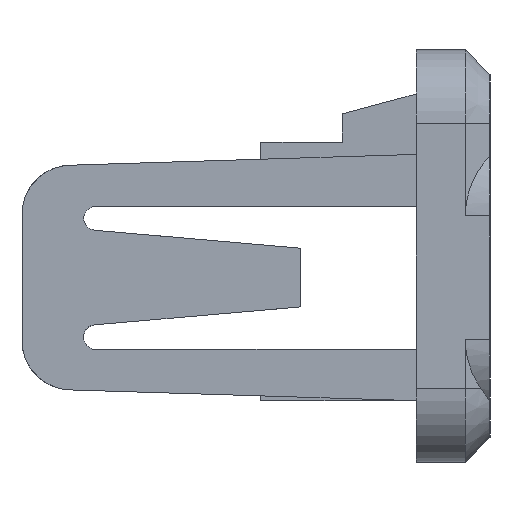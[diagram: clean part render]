
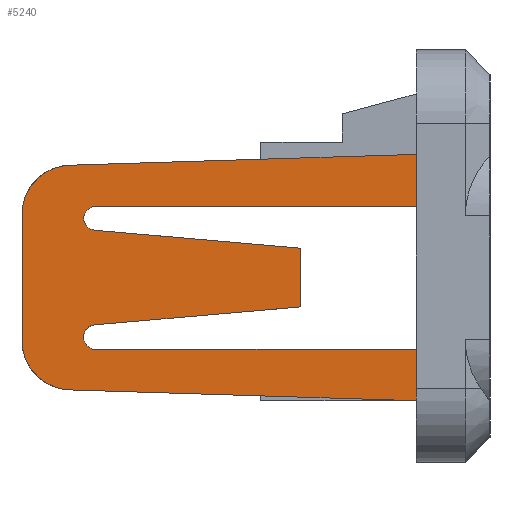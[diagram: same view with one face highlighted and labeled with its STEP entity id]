
A CAD part, left-side view. The second image highlights one B-rep face of the part: STEP entity #5240.
In plain terms, the highlighted face is planar.
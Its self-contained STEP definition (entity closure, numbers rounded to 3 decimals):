
#100=CARTESIAN_POINT('',(67.845,6.309,6.2));
#110=VERTEX_POINT('',#100);
#160=CARTESIAN_POINT('',(67.845,6.309,6.2));
#170=DIRECTION('',(0.,1.,0.));
#180=VECTOR('',#170,1.);
#190=LINE('',#160,#180);
#200=CARTESIAN_POINT('',(67.845,8.691,6.2));
#210=VERTEX_POINT('',#200);
#220=EDGE_CURVE('',#110,#210,#190,.T.);
#2760=CARTESIAN_POINT('',(67.845,9.902,15.));
#2770=VERTEX_POINT('',#2760);
#2800=CARTESIAN_POINT('',(67.845,9.885,14.5));
#2810=DIRECTION('',(-1.,0.,0.));
#2820=DIRECTION('',(0.,0.034,0.999));
#2830=AXIS2_PLACEMENT_3D('',#2800,#2810,#2820);
#2840=CIRCLE('',#2830,0.5);
#2850=CARTESIAN_POINT('',(67.845,10.385,14.5));
#2860=VERTEX_POINT('',#2850);
#2870=EDGE_CURVE('',#2770,#2860,#2840,.T.);
#3170=CARTESIAN_POINT('',(67.845,5.579,14.544));
#3180=VERTEX_POINT('',#3170);
#3210=CARTESIAN_POINT('',(67.845,5.579,14.544));
#3220=DIRECTION('',(0.,0.087,-0.996));
#3230=VECTOR('',#3220,1.);
#3240=LINE('',#3210,#3230);
#3250=EDGE_CURVE('',#3180,#110,#3240,.T.);
#4220=CARTESIAN_POINT('',(67.845,11.336,-0.209));
#4230=DIRECTION('',(1.,0.,0.));
#4240=DIRECTION('',(0.,1.,0.));
#4250=AXIS2_PLACEMENT_3D('',#4220,#4230,#4240);
#4260=PLANE('',#4250);
#4270=CARTESIAN_POINT('',(67.845,4.938,17.5));
#4280=DIRECTION('',(0.,1.,0.));
#4290=VECTOR('',#4280,1.);
#4300=LINE('',#4270,#4290);
#4310=CARTESIAN_POINT('',(67.845,4.938,17.5));
#4320=VERTEX_POINT('',#4310);
#4330=CARTESIAN_POINT('',(67.845,10.062,17.5));
#4340=VERTEX_POINT('',#4330);
#4350=EDGE_CURVE('',#4320,#4340,#4300,.T.);
#4360=ORIENTED_EDGE('',*,*,#4350,.F.);
#4370=CARTESIAN_POINT('',(67.845,10.062,15.5));
#4380=DIRECTION('',(1.,0.,0.));
#4390=DIRECTION('',(0.,1.,0.031));
#4400=AXIS2_PLACEMENT_3D('',#4370,#4380,#4390);
#4410=CIRCLE('',#4400,2.);
#4420=CARTESIAN_POINT('',(67.845,12.061,15.562));
#4430=VERTEX_POINT('',#4420);
#4440=EDGE_CURVE('',#4430,#4340,#4410,.T.);
#4450=ORIENTED_EDGE('',*,*,#4440,.T.);
#4460=CARTESIAN_POINT('',(67.845,12.547,0.));
#4470=DIRECTION('',(0.,-0.031,1.));
#4480=VECTOR('',#4470,1.);
#4490=LINE('',#4460,#4480);
#4500=CARTESIAN_POINT('',(67.845,12.5,1.5));
#4510=VERTEX_POINT('',#4500);
#4520=EDGE_CURVE('',#4510,#4430,#4490,.T.);
#4530=ORIENTED_EDGE('',*,*,#4520,.T.);
#4540=CARTESIAN_POINT('',(67.845,0.,1.5));
#4550=DIRECTION('',(0.,1.,0.));
#4560=VECTOR('',#4550,1.);
#4570=LINE('',#4540,#4560);
#4580=CARTESIAN_POINT('',(67.845,10.385,1.5));
#4590=VERTEX_POINT('',#4580);
#4600=EDGE_CURVE('',#4590,#4510,#4570,.T.);
#4610=ORIENTED_EDGE('',*,*,#4600,.T.);
#4620=CARTESIAN_POINT('',(67.845,10.385,0.));
#4630=DIRECTION('',(0.,0.,1.));
#4640=VECTOR('',#4630,1.);
#4650=LINE('',#4620,#4640);
#4660=EDGE_CURVE('',#4590,#2860,#4650,.T.);
#4670=ORIENTED_EDGE('',*,*,#4660,.F.);
#4680=ORIENTED_EDGE('',*,*,#2870,.T.);
#4690=CARTESIAN_POINT('',(67.845,9.919,14.5));
#4700=DIRECTION('',(-1.,0.,0.));
#4710=DIRECTION('',(0.,-0.996,0.087));
#4720=AXIS2_PLACEMENT_3D('',#4690,#4700,#4710);
#4730=CIRCLE('',#4720,0.5);
#4740=CARTESIAN_POINT('',(67.845,9.421,14.544));
#4750=VERTEX_POINT('',#4740);
#4760=EDGE_CURVE('',#4750,#2770,#4730,.T.);
#4770=ORIENTED_EDGE('',*,*,#4760,.T.);
#4780=CARTESIAN_POINT('',(67.845,8.691,6.2));
#4790=DIRECTION('',(0.,0.087,0.996));
#4800=VECTOR('',#4790,1.);
#4810=LINE('',#4780,#4800);
#4820=EDGE_CURVE('',#210,#4750,#4810,.T.);
#4830=ORIENTED_EDGE('',*,*,#4820,.T.);
#4840=ORIENTED_EDGE('',*,*,#220,.T.);
#4850=ORIENTED_EDGE('',*,*,#3250,.T.);
#4860=CARTESIAN_POINT('',(67.845,5.081,14.5));
#4870=DIRECTION('',(-1.,0.,0.));
#4880=DIRECTION('',(0.,-1.,0.));
#4890=AXIS2_PLACEMENT_3D('',#4860,#4870,#4880);
#4900=CIRCLE('',#4890,0.5);
#4910=CARTESIAN_POINT('',(67.845,4.585,14.5));
#4920=VERTEX_POINT('',#4910);
#4930=EDGE_CURVE('',#4920,#3180,#4900,.T.);
#4940=ORIENTED_EDGE('',*,*,#4930,.T.);
#4950=CARTESIAN_POINT('',(67.845,4.585,0.));
#4960=DIRECTION('',(0.,0.,-1.));
#4970=VECTOR('',#4960,1.);
#4980=LINE('',#4950,#4970);
#4990=CARTESIAN_POINT('',(67.845,4.585,1.5));
#5000=VERTEX_POINT('',#4990);
#5010=EDGE_CURVE('',#4920,#5000,#4980,.T.);
#5020=ORIENTED_EDGE('',*,*,#5010,.F.);
#5030=CARTESIAN_POINT('',(67.845,2.5,1.5));
#5040=VERTEX_POINT('',#5030);
#5050=EDGE_CURVE('',#5040,#5000,#4570,.T.);
#5060=ORIENTED_EDGE('',*,*,#5050,.T.);
#5070=CARTESIAN_POINT('',(67.845,2.453,0.));
#5080=DIRECTION('',(0.,-0.031,-1.));
#5090=VECTOR('',#5080,1.);
#5100=LINE('',#5070,#5090);
#5110=CARTESIAN_POINT('',(67.845,2.939,15.562));
#5120=VERTEX_POINT('',#5110);
#5130=EDGE_CURVE('',#5120,#5040,#5100,.T.);
#5140=ORIENTED_EDGE('',*,*,#5130,.T.);
#5150=CARTESIAN_POINT('',(67.845,4.938,15.5));
#5160=DIRECTION('',(1.,0.,0.));
#5170=DIRECTION('',(0.,0.,1.));
#5180=AXIS2_PLACEMENT_3D('',#5150,#5160,#5170);
#5190=CIRCLE('',#5180,2.);
#5200=EDGE_CURVE('',#4320,#5120,#5190,.T.);
#5210=ORIENTED_EDGE('',*,*,#5200,.T.);
#5220=EDGE_LOOP('',(#5210,#5140,#5060,#5020,#4940,#4850,#4840,#4830,
#4770,#4680,#4670,#4610,#4530,#4450,#4360));
#5230=FACE_OUTER_BOUND('',#5220,.T.);
#5240=ADVANCED_FACE('',(#5230),#4260,.T.);
